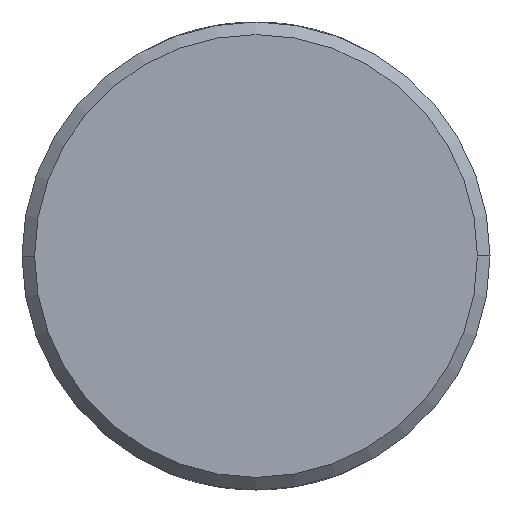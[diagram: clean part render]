
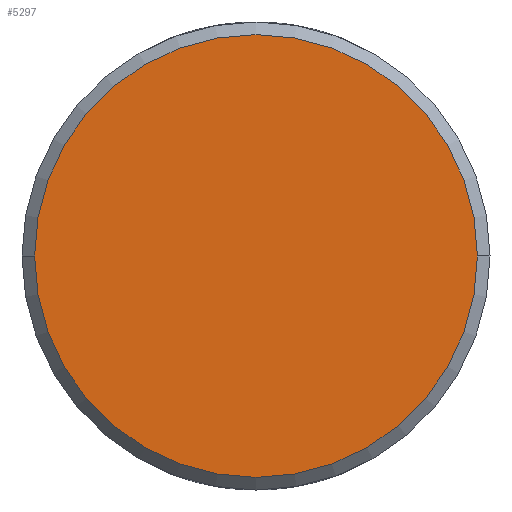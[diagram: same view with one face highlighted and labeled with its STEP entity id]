
A CAD part, front view. The second image highlights one B-rep face of the part: STEP entity #5297.
In plain terms, the highlighted planar face has unit normal (0, -1, 0).
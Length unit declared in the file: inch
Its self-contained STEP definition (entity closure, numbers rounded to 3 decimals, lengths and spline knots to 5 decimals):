
#28 = DIRECTION ( 'NONE',  ( 0., 1., 0. ) ) ;
#473 = CARTESIAN_POINT ( 'NONE',  ( -3.297, 0., 0. ) ) ;
#514 = EDGE_CURVE ( 'Defeatured_22186+Defeatured_22184+Defeatured_22184+Defeatured_22184', #4199, #655, #1950, .T. ) ;
#655 = VERTEX_POINT ( 'NONE', #473 ) ;
#714 = EDGE_LOOP ( 'NONE', ( #764, #5983 ) ) ;
#764 = ORIENTED_EDGE ( 'NONE', *, *, #3715, .F. ) ;
#1355 = DIRECTION ( 'NONE',  ( 0., 1., 0. ) ) ;
#1716 = CIRCLE ( 'NONE', #6169, 3.297 ) ;
#1950 = CIRCLE ( 'NONE', #2500, 3.297 ) ;
#2500 = AXIS2_PLACEMENT_3D ( 'NONE', #5647, #7548, #3557 ) ;
#3337 = DIRECTION ( 'NONE',  ( -1., 0., 0. ) ) ;
#3557 = DIRECTION ( 'NONE',  ( -1., 0., 0. ) ) ;
#3715 = EDGE_CURVE ( 'Defeatured_22186+Defeatured_22184+Defeatured_22184+Defeatured_22184', #655, #4199, #1716, .T. ) ;
#4044 = CARTESIAN_POINT ( 'NONE',  ( 0., 0., 0. ) ) ;
#4199 = VERTEX_POINT ( 'NONE', #8634 ) ;
#4945 = AXIS2_PLACEMENT_3D ( 'NONE', #4044, #28, #8654 ) ;
#5297 = ADVANCED_FACE ( 'Defeatured_22184', ( #8299 ), #6662, .F. ) ;
#5647 = CARTESIAN_POINT ( 'NONE',  ( 0., 0., 0. ) ) ;
#5983 = ORIENTED_EDGE ( 'NONE', *, *, #514, .F. ) ;
#6169 = AXIS2_PLACEMENT_3D ( 'NONE', #7390, #1355, #3337 ) ;
#6662 = PLANE ( 'NONE',  #4945 ) ;
#7390 = CARTESIAN_POINT ( 'NONE',  ( 0., 0., 0. ) ) ;
#7548 = DIRECTION ( 'NONE',  ( 0., 1., 0. ) ) ;
#8299 = FACE_OUTER_BOUND ( 'NONE', #714, .T. ) ;
#8634 = CARTESIAN_POINT ( 'NONE',  ( 3.297, 0., 0. ) ) ;
#8654 = DIRECTION ( 'NONE',  ( -1., 0., 0. ) ) ;
